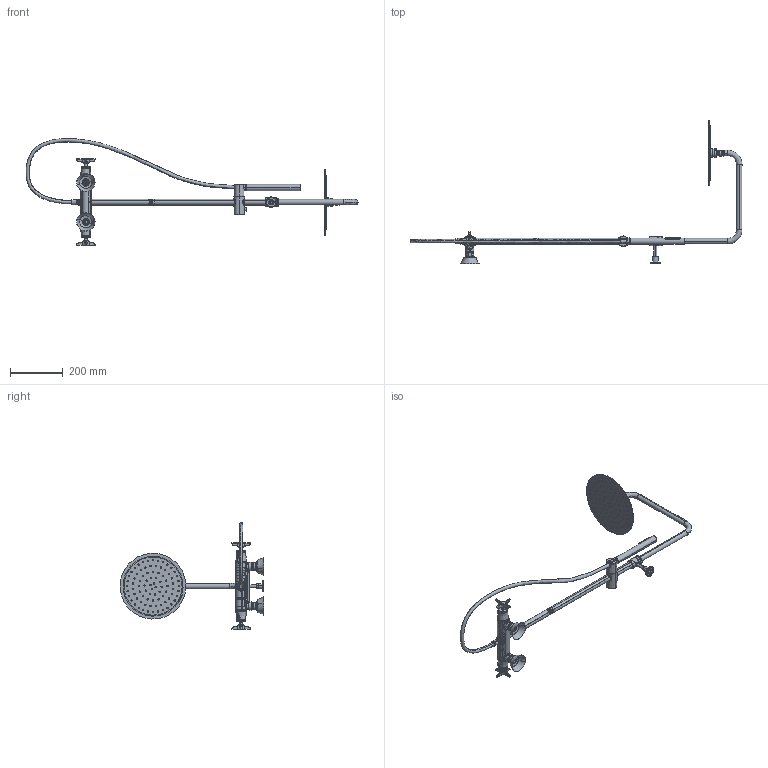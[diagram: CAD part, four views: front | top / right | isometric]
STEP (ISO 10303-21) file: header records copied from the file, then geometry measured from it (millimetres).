
FILE_DESCRIPTION (( 'STEP AP203' ), '1' );
FILE_NAME ('91DP06268.STEP', '2021-11-17T12:26:35', ( '' ), ( '' ), 'SwSTEP 2.0', 'SolidWorks 2021', '' );
FILE_SCHEMA (( 'CONFIG_CONTROL_DESIGN' ));
Length unit declared in the file: millimetre
Products named in the file (1): 91DP06268
Bounding box: 1261.63 x 545.62 x 405.81 mm (x, y, z)
Volume: 957995.3 mm3; surface area: 648319.1 mm2
Topology: 41 solids, 41 shells, 2721 faces, 6207 edges, 3911 vertices
Faces by surface type: cylinder 1085, plane 817, cone 441, bspline 261, torus 87, sphere 30
Entity records: 103841 total; most frequent: CARTESIAN_POINT 43983, ORIENTED_EDGE 12332, DIRECTION 12329, EDGE_CURVE 6166, AXIS2_PLACEMENT_3D 4977, VERTEX_POINT 3908, EDGE_LOOP 3208, ADVANCED_FACE 2721
